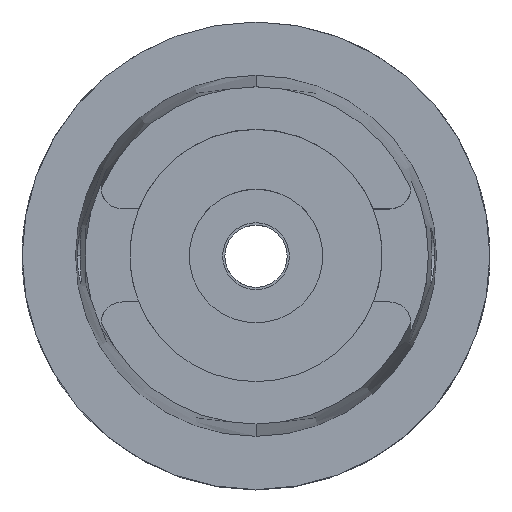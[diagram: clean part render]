
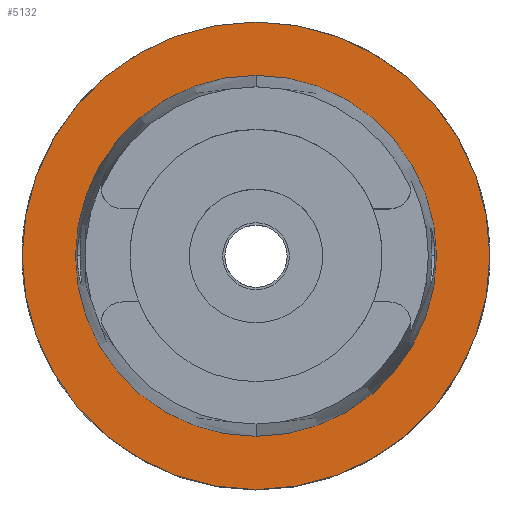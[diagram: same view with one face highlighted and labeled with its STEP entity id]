
A CAD part, top view. The second image highlights one B-rep face of the part: STEP entity #5132.
In plain terms, the highlighted planar face has unit normal (0, 0, 1).
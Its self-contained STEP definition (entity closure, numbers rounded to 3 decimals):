
#2626=CARTESIAN_POINT('',(0.,0.,0.));
#2627=DIRECTION('',(0.,0.,-1.));
#2628=DIRECTION('',(0.,-1.,0.));
#2629=AXIS2_PLACEMENT_3D('',#2626,#2627,#2628);
#2634=CARTESIAN_POINT('',(0.,0.,0.));
#2635=DIRECTION('',(0.,0.,-1.));
#2636=DIRECTION('',(0.,1.,0.));
#2637=AXIS2_PLACEMENT_3D('',#2634,#2635,#2636);
#2642=CARTESIAN_POINT('',(0.,0.,0.));
#2643=DIRECTION('',(0.,0.,1.));
#2644=DIRECTION('',(0.,-1.,0.));
#2645=AXIS2_PLACEMENT_3D('',#2642,#2643,#2644);
#2650=CARTESIAN_POINT('',(0.,0.,0.));
#2651=DIRECTION('',(0.,0.,1.));
#2652=DIRECTION('',(0.,1.,0.));
#2653=AXIS2_PLACEMENT_3D('',#2650,#2651,#2652);
#3002=CARTESIAN_POINT('',(0.,-24.315,0.));
#3003=VERTEX_POINT('',#3002);
#3004=CARTESIAN_POINT('',(0.,24.315,0.));
#3005=VERTEX_POINT('',#3004);
#3334=CARTESIAN_POINT('',(0.,31.5,0.));
#3335=VERTEX_POINT('',#3334);
#3336=CARTESIAN_POINT('',(0.,-31.5,0.));
#3337=VERTEX_POINT('',#3336);
#5119=CARTESIAN_POINT('',(0.,0.,0.));
#5120=DIRECTION('',(0.,0.,1.));
#5121=DIRECTION('',(0.,1.,0.));
#5122=AXIS2_PLACEMENT_3D('',#5119,#5120,#5121);
#5123=PLANE('',#5122);
#5124=ORIENTED_EDGE('',*,*,#5101,.T.);
#5125=ORIENTED_EDGE('',*,*,#4992,.T.);
#5126=EDGE_LOOP('',(#5124,#5125));
#5127=FACE_OUTER_BOUND('',#5126,.F.);
#5128=ORIENTED_EDGE('',*,*,#3536,.T.);
#5129=ORIENTED_EDGE('',*,*,#3492,.T.);
#5130=EDGE_LOOP('',(#5128,#5129));
#5131=FACE_BOUND('',#5130,.F.);
#2630=CIRCLE('',#2629,31.5);
#2638=CIRCLE('',#2637,31.5);
#2646=CIRCLE('',#2645,24.315);
#2654=CIRCLE('',#2653,24.315);
#3492=EDGE_CURVE('',#3005,#3003,#2654,.T.);
#3536=EDGE_CURVE('',#3003,#3005,#2646,.T.);
#4992=EDGE_CURVE('',#3335,#3337,#2638,.T.);
#5101=EDGE_CURVE('',#3337,#3335,#2630,.T.);
#5132=ADVANCED_FACE('',(#5127,#5131),#5123,.T.);
